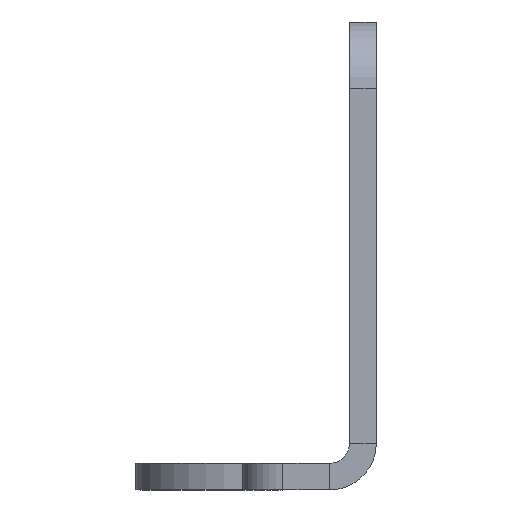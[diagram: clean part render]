
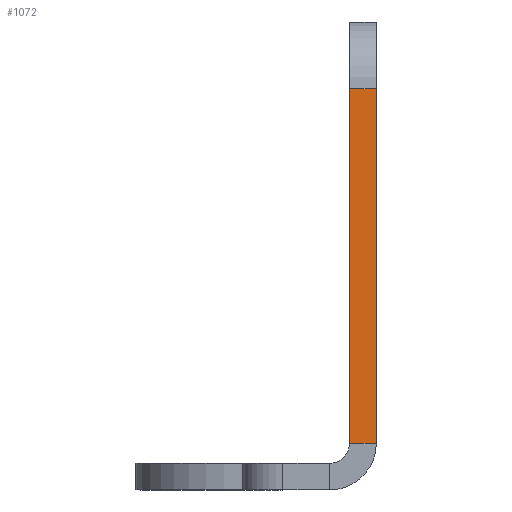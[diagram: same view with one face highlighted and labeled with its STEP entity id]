
A CAD part, left-side view. The second image highlights one B-rep face of the part: STEP entity #1072.
In plain terms, the highlighted planar face has unit normal (-1, 0, 0).
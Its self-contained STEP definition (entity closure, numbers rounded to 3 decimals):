
#30 = CARTESIAN_POINT ( 'NONE',  ( -75., -2., -17.5 ) ) ;
#36 = VECTOR ( 'NONE', #87, 1000. ) ;
#48 = EDGE_CURVE ( 'NONE', #997, #675, #231, .T. ) ;
#87 = DIRECTION ( 'NONE',  ( 0., 0., 1. ) ) ;
#102 = EDGE_CURVE ( 'NONE', #1580, #675, #1509, .T. ) ;
#112 = CARTESIAN_POINT ( 'NONE',  ( -75., 0., -17.5 ) ) ;
#231 = LINE ( 'NONE', #1487, #1422 ) ;
#244 = ORIENTED_EDGE ( 'NONE', *, *, #1275, .T. ) ;
#272 = FACE_OUTER_BOUND ( 'NONE', #485, .T. ) ;
#276 = ORIENTED_EDGE ( 'NONE', *, *, #48, .T. ) ;
#324 = DIRECTION ( 'NONE',  ( 0., 0., 1. ) ) ;
#344 = CARTESIAN_POINT ( 'NONE',  ( -75., -2., 12.5 ) ) ;
#347 = AXIS2_PLACEMENT_3D ( 'NONE', #30, #531, #641 ) ;
#438 = ORIENTED_EDGE ( 'NONE', *, *, #1200, .T. ) ;
#467 = CARTESIAN_POINT ( 'NONE',  ( -75., 0., -14. ) ) ;
#474 = DIRECTION ( 'NONE',  ( 0., 1., 0. ) ) ;
#485 = EDGE_LOOP ( 'NONE', ( #438, #276, #1021, #244 ) ) ;
#531 = DIRECTION ( 'NONE',  ( -1., 0., 0. ) ) ;
#557 = LINE ( 'NONE', #681, #1376 ) ;
#641 = DIRECTION ( 'NONE',  ( 0., 0., 1. ) ) ;
#675 = VERTEX_POINT ( 'NONE', #786 ) ;
#681 = CARTESIAN_POINT ( 'NONE',  ( -75., -2., -17.5 ) ) ;
#784 = PLANE ( 'NONE',  #347 ) ;
#786 = CARTESIAN_POINT ( 'NONE',  ( -75., 0., 12.5 ) ) ;
#918 = CARTESIAN_POINT ( 'NONE',  ( -75., -2., -14. ) ) ;
#925 = CARTESIAN_POINT ( 'NONE',  ( -75., 0., -14. ) ) ;
#969 = DIRECTION ( 'NONE',  ( 0., -1., 0. ) ) ;
#997 = VERTEX_POINT ( 'NONE', #344 ) ;
#1019 = VERTEX_POINT ( 'NONE', #918 ) ;
#1021 = ORIENTED_EDGE ( 'NONE', *, *, #102, .F. ) ;
#1072 = ADVANCED_FACE ( 'NONE', ( #272 ), #784, .T. ) ;
#1101 = LINE ( 'NONE', #467, #1192 ) ;
#1192 = VECTOR ( 'NONE', #969, 1000. ) ;
#1200 = EDGE_CURVE ( 'NONE', #1019, #997, #557, .T. ) ;
#1275 = EDGE_CURVE ( 'NONE', #1580, #1019, #1101, .T. ) ;
#1376 = VECTOR ( 'NONE', #324, 1000. ) ;
#1422 = VECTOR ( 'NONE', #474, 1000. ) ;
#1487 = CARTESIAN_POINT ( 'NONE',  ( -75., -2., 12.5 ) ) ;
#1509 = LINE ( 'NONE', #112, #36 ) ;
#1580 = VERTEX_POINT ( 'NONE', #925 ) ;
